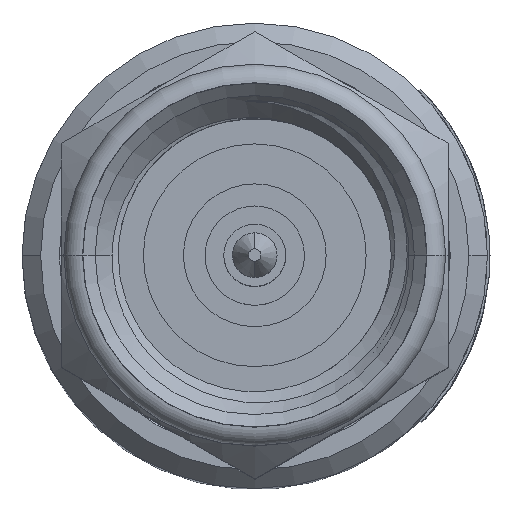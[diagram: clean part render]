
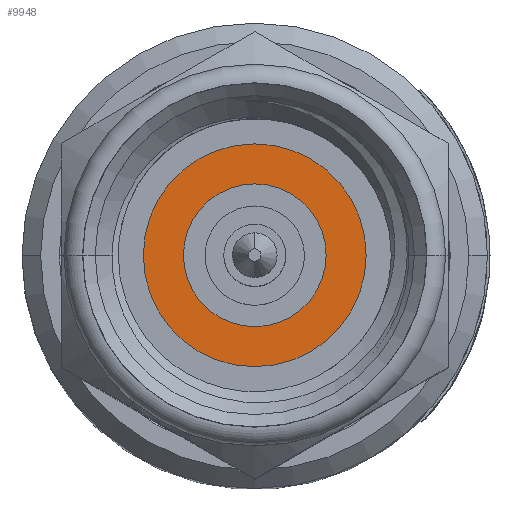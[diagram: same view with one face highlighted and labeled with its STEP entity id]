
A CAD part, top view. The second image highlights one B-rep face of the part: STEP entity #9948.
In plain terms, the highlighted planar face has unit normal (0, 0, 1).
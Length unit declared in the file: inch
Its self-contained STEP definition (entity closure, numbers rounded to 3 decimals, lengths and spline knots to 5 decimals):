
#8 = DIRECTION ( 'NONE',  ( 0., 0., 1. ) ) ;
#1887 = CARTESIAN_POINT ( 'NONE',  ( 0., 0., 0. ) ) ;
#3510 = DIRECTION ( 'NONE',  ( 0., 0., 1. ) ) ;
#4906 = FACE_OUTER_BOUND ( 'NONE', #15303, .T. ) ;
#5285 = PLANE ( 'NONE',  #12728 ) ;
#5433 = AXIS2_PLACEMENT_3D ( 'NONE', #14434, #15937, #12934 ) ;
#6238 = CARTESIAN_POINT ( 'NONE',  ( -0.08975, 0., 0. ) ) ;
#6509 = CARTESIAN_POINT ( 'NONE',  ( 0., 0., 0. ) ) ;
#6599 = FACE_BOUND ( 'NONE', #16869, .T. ) ;
#6650 = CARTESIAN_POINT ( 'NONE',  ( 0.08975, 0., 0. ) ) ;
#6855 = ORIENTED_EDGE ( 'NONE', *, *, #14370, .F. ) ;
#7240 = CIRCLE ( 'NONE', #17762, 0.0575 ) ;
#8106 = CARTESIAN_POINT ( 'NONE',  ( -0.0575, 0., 0. ) ) ;
#8191 = CARTESIAN_POINT ( 'NONE',  ( 0., -0.0575, 0. ) ) ;
#8371 = CARTESIAN_POINT ( 'NONE',  ( 0., 0., 0. ) ) ;
#8418 = CARTESIAN_POINT ( 'NONE',  ( 0.0575, 0., 0. ) ) ;
#8632 = AXIS2_PLACEMENT_3D ( 'NONE', #6509, #12386, #18574 ) ;
#9028 = ORIENTED_EDGE ( 'NONE', *, *, #15514, .T. ) ;
#9162 = AXIS2_PLACEMENT_3D ( 'NONE', #8371, #11356, #17451 ) ;
#9602 = DIRECTION ( 'NONE',  ( 1., 0., 0. ) ) ;
#9948 = ADVANCED_FACE ( 'NONE', ( #6599, #4906 ), #5285, .T. ) ;
#11356 = DIRECTION ( 'NONE',  ( 0., 0., 1. ) ) ;
#11509 = EDGE_CURVE ( 'NONE', #13864, #19159, #14035, .T. ) ;
#12386 = DIRECTION ( 'NONE',  ( 0., 0., 1. ) ) ;
#12728 = AXIS2_PLACEMENT_3D ( 'NONE', #8191, #3510, #9602 ) ;
#12934 = DIRECTION ( 'NONE',  ( 1., 0., 0. ) ) ;
#13095 = CIRCLE ( 'NONE', #8632, 0.0575 ) ;
#13611 = CIRCLE ( 'NONE', #9162, 0.08975 ) ;
#13864 = VERTEX_POINT ( 'NONE', #6238 ) ;
#14035 = CIRCLE ( 'NONE', #5433, 0.08975 ) ;
#14058 = DIRECTION ( 'NONE',  ( 1., 0., 0. ) ) ;
#14370 = EDGE_CURVE ( 'NONE', #19579, #14391, #13095, .T. ) ;
#14391 = VERTEX_POINT ( 'NONE', #8106 ) ;
#14434 = CARTESIAN_POINT ( 'NONE',  ( 0., 0., 0. ) ) ;
#14436 = ORIENTED_EDGE ( 'NONE', *, *, #15374, .F. ) ;
#15303 = EDGE_LOOP ( 'NONE', ( #9028, #19495 ) ) ;
#15374 = EDGE_CURVE ( 'NONE', #14391, #19579, #7240, .T. ) ;
#15514 = EDGE_CURVE ( 'NONE', #19159, #13864, #13611, .T. ) ;
#15937 = DIRECTION ( 'NONE',  ( 0., 0., 1. ) ) ;
#16869 = EDGE_LOOP ( 'NONE', ( #6855, #14436 ) ) ;
#17451 = DIRECTION ( 'NONE',  ( 1., 0., 0. ) ) ;
#17762 = AXIS2_PLACEMENT_3D ( 'NONE', #1887, #8, #14058 ) ;
#18574 = DIRECTION ( 'NONE',  ( 1., 0., 0. ) ) ;
#19159 = VERTEX_POINT ( 'NONE', #6650 ) ;
#19495 = ORIENTED_EDGE ( 'NONE', *, *, #11509, .T. ) ;
#19579 = VERTEX_POINT ( 'NONE', #8418 ) ;
